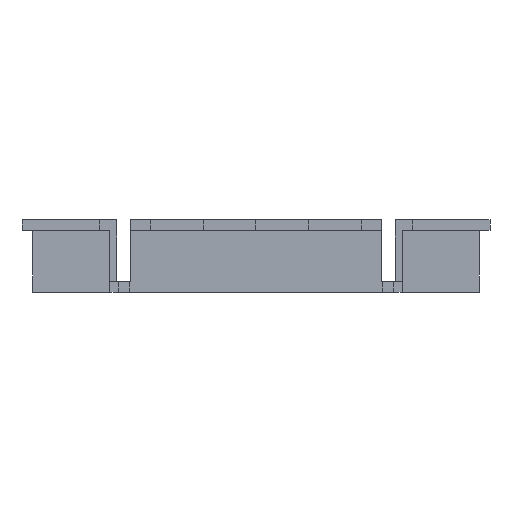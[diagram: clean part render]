
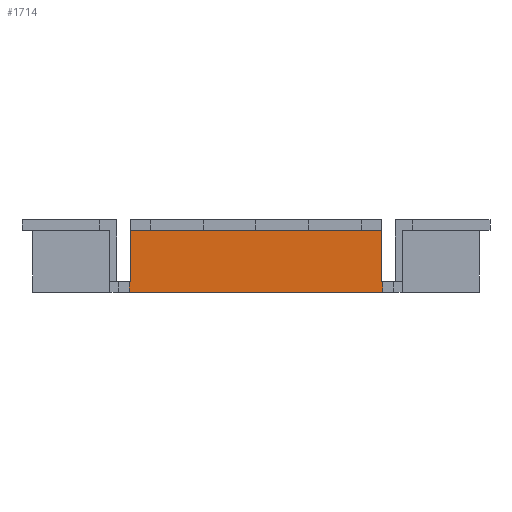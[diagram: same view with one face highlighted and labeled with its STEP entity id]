
A CAD part, left-side view. The second image highlights one B-rep face of the part: STEP entity #1714.
In plain terms, the highlighted planar face has unit normal (-1, 0, 0).
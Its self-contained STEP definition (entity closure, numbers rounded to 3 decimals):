
#429 = EDGE_LOOP ( 'NONE', ( #2919, #530, #3430, #4374, #2094, #1955, #754, #1704 ) ) ;
#469 = EDGE_CURVE ( 'NONE', #3816, #2155, #4780, .T. ) ;
#530 = ORIENTED_EDGE ( 'NONE', *, *, #469, .F. ) ;
#656 = CARTESIAN_POINT ( 'NONE',  ( -108.454, -36.015, 0. ) ) ;
#718 = VECTOR ( 'NONE', #2891, 1000. ) ;
#721 = EDGE_CURVE ( 'NONE', #868, #3816, #4210, .T. ) ;
#754 = ORIENTED_EDGE ( 'NONE', *, *, #2220, .F. ) ;
#847 = VECTOR ( 'NONE', #3485, 1000. ) ;
#868 = VERTEX_POINT ( 'NONE', #3857 ) ;
#899 = LINE ( 'NONE', #1580, #847 ) ;
#1063 = CARTESIAN_POINT ( 'NONE',  ( -108.454, 35.515, 17.563 ) ) ;
#1250 = FACE_OUTER_BOUND ( 'NONE', #429, .T. ) ;
#1356 = CARTESIAN_POINT ( 'NONE',  ( -108.454, 36.015, 20.563 ) ) ;
#1377 = EDGE_CURVE ( 'NONE', #3757, #2324, #3282, .T. ) ;
#1396 = VECTOR ( 'NONE', #4754, 1000. ) ;
#1533 = CARTESIAN_POINT ( 'NONE',  ( -108.454, -36.015, 20.563 ) ) ;
#1564 = CARTESIAN_POINT ( 'NONE',  ( -108.454, -35.515, 3. ) ) ;
#1580 = CARTESIAN_POINT ( 'NONE',  ( -108.454, -36.015, 3. ) ) ;
#1653 = LINE ( 'NONE', #1356, #2551 ) ;
#1690 = VERTEX_POINT ( 'NONE', #1564 ) ;
#1704 = ORIENTED_EDGE ( 'NONE', *, *, #3452, .T. ) ;
#1714 = ADVANCED_FACE ( 'NONE', ( #1250 ), #2627, .T. ) ;
#1735 = AXIS2_PLACEMENT_3D ( 'NONE', #3054, #3455, #4205 ) ;
#1783 = EDGE_CURVE ( 'NONE', #868, #1974, #899, .T. ) ;
#1905 = EDGE_CURVE ( 'NONE', #2155, #1690, #3737, .T. ) ;
#1912 = CARTESIAN_POINT ( 'NONE',  ( -108.454, 35.515, 20.563 ) ) ;
#1955 = ORIENTED_EDGE ( 'NONE', *, *, #1377, .F. ) ;
#1974 = VERTEX_POINT ( 'NONE', #3330 ) ;
#2017 = CARTESIAN_POINT ( 'NONE',  ( -108.454, 36.015, 0. ) ) ;
#2066 = DIRECTION ( 'NONE',  ( 0., 0., -1. ) ) ;
#2094 = ORIENTED_EDGE ( 'NONE', *, *, #4263, .T. ) ;
#2155 = VERTEX_POINT ( 'NONE', #3391 ) ;
#2220 = EDGE_CURVE ( 'NONE', #4169, #3757, #3104, .T. ) ;
#2272 = VECTOR ( 'NONE', #2719, 1000. ) ;
#2294 = VECTOR ( 'NONE', #2376, 1000. ) ;
#2324 = VERTEX_POINT ( 'NONE', #2017 ) ;
#2376 = DIRECTION ( 'NONE',  ( 0., 1., 0. ) ) ;
#2379 = CARTESIAN_POINT ( 'NONE',  ( -108.454, -36.015, 0. ) ) ;
#2551 = VECTOR ( 'NONE', #2066, 1000. ) ;
#2627 = PLANE ( 'NONE',  #1735 ) ;
#2719 = DIRECTION ( 'NONE',  ( 0., 1., 0. ) ) ;
#2847 = VECTOR ( 'NONE', #3773, 1000. ) ;
#2887 = CARTESIAN_POINT ( 'NONE',  ( -108.454, 0., 17.563 ) ) ;
#2891 = DIRECTION ( 'NONE',  ( 0., 0., -1. ) ) ;
#2919 = ORIENTED_EDGE ( 'NONE', *, *, #1905, .F. ) ;
#3054 = CARTESIAN_POINT ( 'NONE',  ( -108.454, -36.015, 20.563 ) ) ;
#3104 = LINE ( 'NONE', #1533, #3395 ) ;
#3133 = LINE ( 'NONE', #3527, #2294 ) ;
#3282 = LINE ( 'NONE', #2379, #2272 ) ;
#3330 = CARTESIAN_POINT ( 'NONE',  ( -108.454, 36.015, 3. ) ) ;
#3391 = CARTESIAN_POINT ( 'NONE',  ( -108.454, -35.515, 17.563 ) ) ;
#3395 = VECTOR ( 'NONE', #3431, 1000. ) ;
#3430 = ORIENTED_EDGE ( 'NONE', *, *, #721, .F. ) ;
#3431 = DIRECTION ( 'NONE',  ( 0., 0., -1. ) ) ;
#3452 = EDGE_CURVE ( 'NONE', #4169, #1690, #3133, .T. ) ;
#3455 = DIRECTION ( 'NONE',  ( -1., 0., 0. ) ) ;
#3485 = DIRECTION ( 'NONE',  ( 0., 1., 0. ) ) ;
#3527 = CARTESIAN_POINT ( 'NONE',  ( -108.454, -36.015, 3. ) ) ;
#3737 = LINE ( 'NONE', #4806, #718 ) ;
#3757 = VERTEX_POINT ( 'NONE', #656 ) ;
#3773 = DIRECTION ( 'NONE',  ( 0., 0., 1. ) ) ;
#3816 = VERTEX_POINT ( 'NONE', #1063 ) ;
#3857 = CARTESIAN_POINT ( 'NONE',  ( -108.454, 35.515, 3. ) ) ;
#4169 = VERTEX_POINT ( 'NONE', #4347 ) ;
#4205 = DIRECTION ( 'NONE',  ( 0., 0., 1. ) ) ;
#4210 = LINE ( 'NONE', #1912, #2847 ) ;
#4263 = EDGE_CURVE ( 'NONE', #1974, #2324, #1653, .T. ) ;
#4347 = CARTESIAN_POINT ( 'NONE',  ( -108.454, -36.015, 3. ) ) ;
#4374 = ORIENTED_EDGE ( 'NONE', *, *, #1783, .T. ) ;
#4754 = DIRECTION ( 'NONE',  ( 0., -1., 0. ) ) ;
#4780 = LINE ( 'NONE', #2887, #1396 ) ;
#4806 = CARTESIAN_POINT ( 'NONE',  ( -108.454, -35.515, 20.563 ) ) ;
